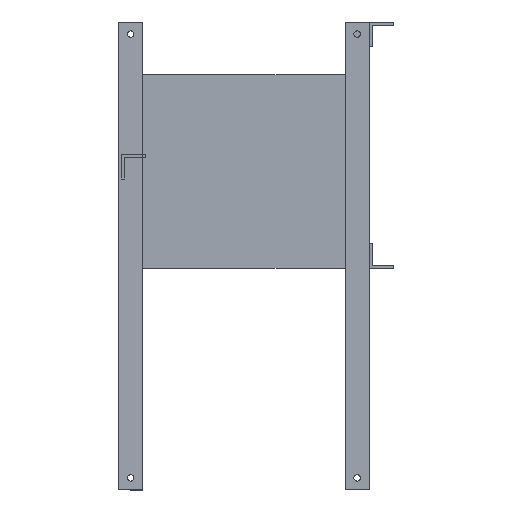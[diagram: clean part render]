
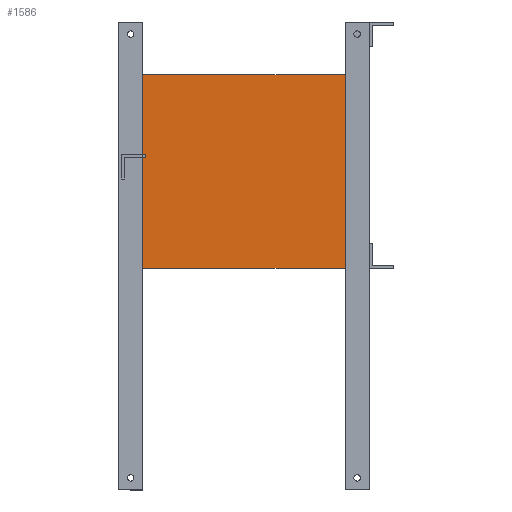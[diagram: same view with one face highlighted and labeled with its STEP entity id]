
A CAD part, left-side view. The second image highlights one B-rep face of the part: STEP entity #1586.
In plain terms, the highlighted face is planar.
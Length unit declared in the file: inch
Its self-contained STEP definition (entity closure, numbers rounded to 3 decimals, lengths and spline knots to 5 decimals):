
#177=LINE('',#2514,#335);
#181=LINE('',#2522,#339);
#184=LINE('',#2528,#342);
#187=LINE('',#2533,#345);
#335=VECTOR('',#2056,0.3937);
#339=VECTOR('',#2062,0.3937);
#342=VECTOR('',#2067,0.3937);
#345=VECTOR('',#2072,0.3937);
#468=PLANE('',#1783);
#576=FACE_OUTER_BOUND('',#680,.T.);
#680=EDGE_LOOP('',(#1285,#1286,#1287,#1288));
#837=VERTEX_POINT('',#2512);
#838=VERTEX_POINT('',#2513);
#841=VERTEX_POINT('',#2521);
#843=VERTEX_POINT('',#2527);
#997=EDGE_CURVE('',#837,#838,#177,.T.);
#1001=EDGE_CURVE('',#841,#837,#181,.T.);
#1004=EDGE_CURVE('',#843,#841,#184,.T.);
#1007=EDGE_CURVE('',#838,#843,#187,.T.);
#1285=ORIENTED_EDGE('',*,*,#1007,.F.);
#1286=ORIENTED_EDGE('',*,*,#997,.F.);
#1287=ORIENTED_EDGE('',*,*,#1001,.F.);
#1288=ORIENTED_EDGE('',*,*,#1004,.F.);
#1586=ADVANCED_FACE('',(#576),#468,.F.);
#1783=AXIS2_PLACEMENT_3D('',#2536,#2076,#2077);
#2056=DIRECTION('',(0.,-1.,0.));
#2062=DIRECTION('',(-1.,0.,0.));
#2067=DIRECTION('',(0.,1.,0.));
#2072=DIRECTION('',(1.,0.,0.));
#2076=DIRECTION('center_axis',(0.,0.,1.));
#2077=DIRECTION('ref_axis',(1.,0.,0.));
#2512=CARTESIAN_POINT('',(0.,10.,0.));
#2513=CARTESIAN_POINT('',(0.,0.,0.));
#2514=CARTESIAN_POINT('',(0.,10.,0.));
#2521=CARTESIAN_POINT('',(8.,10.,0.));
#2522=CARTESIAN_POINT('',(8.,10.,0.));
#2527=CARTESIAN_POINT('',(8.,0.,0.));
#2528=CARTESIAN_POINT('',(8.,0.,0.));
#2533=CARTESIAN_POINT('',(0.,0.,0.));
#2536=CARTESIAN_POINT('Origin',(4.,5.,0.));
